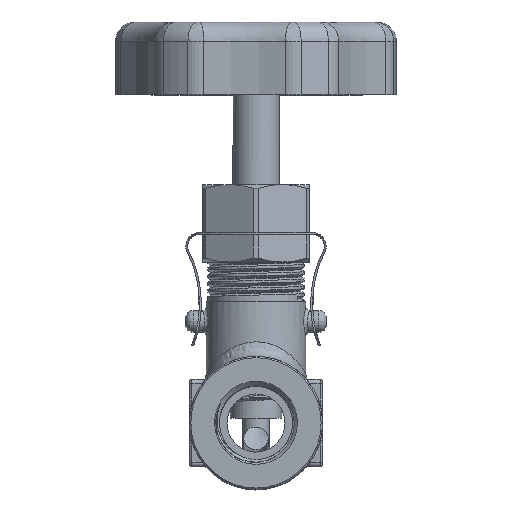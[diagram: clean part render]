
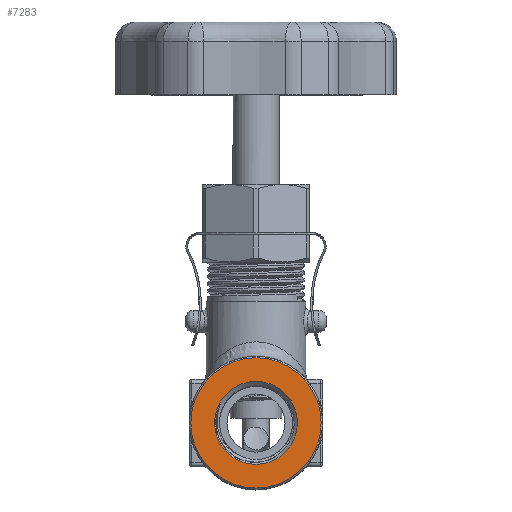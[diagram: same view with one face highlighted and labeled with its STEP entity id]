
A CAD part, top view. The second image highlights one B-rep face of the part: STEP entity #7283.
In plain terms, the highlighted planar face has unit normal (0, 0, 1).
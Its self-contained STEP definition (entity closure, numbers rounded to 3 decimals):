
#1435=PLANE('',#7827);
#1552=FACE_BOUND('',#2259,.T.);
#1762=FACE_OUTER_BOUND('',#2258,.T.);
#2258=EDGE_LOOP('',(#5616));
#2259=EDGE_LOOP('',(#5617));
#2640=CIRCLE('',#7637,8.55);
#2736=CIRCLE('',#7828,13.45);
#3135=VERTEX_POINT('',#18668);
#3326=VERTEX_POINT('',#26145);
#3870=EDGE_CURVE('',#3135,#3135,#2640,.T.);
#4164=EDGE_CURVE('',#3326,#3326,#2736,.T.);
#5616=ORIENTED_EDGE('',*,*,#4164,.F.);
#5617=ORIENTED_EDGE('',*,*,#3870,.T.);
#7283=ADVANCED_FACE('',(#1762,#1552),#1435,.T.);
#7637=AXIS2_PLACEMENT_3D('',#18669,#8553,#8554);
#7827=AXIS2_PLACEMENT_3D('',#26144,#9089,#9090);
#7828=AXIS2_PLACEMENT_3D('',#26146,#9091,#9092);
#8553=DIRECTION('center_axis',(0.,0.,-1.));
#8554=DIRECTION('ref_axis',(0.,-1.,0.));
#9089=DIRECTION('center_axis',(0.,0.,1.));
#9090=DIRECTION('ref_axis',(1.,0.,0.));
#9091=DIRECTION('center_axis',(0.,0.,-1.));
#9092=DIRECTION('ref_axis',(1.,0.,0.));
#18668=CARTESIAN_POINT('',(0.,-8.55,29.5));
#18669=CARTESIAN_POINT('Origin',(0.,0.,29.5));
#26144=CARTESIAN_POINT('Origin',(0.,13.45,29.5));
#26145=CARTESIAN_POINT('',(0.,13.45,29.5));
#26146=CARTESIAN_POINT('Origin',(0.,0.,29.5));
